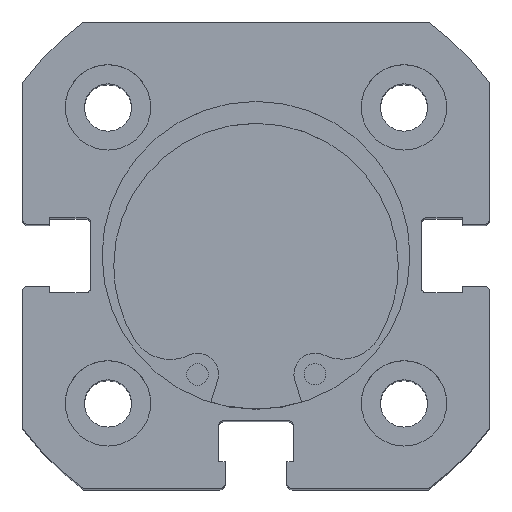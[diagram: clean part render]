
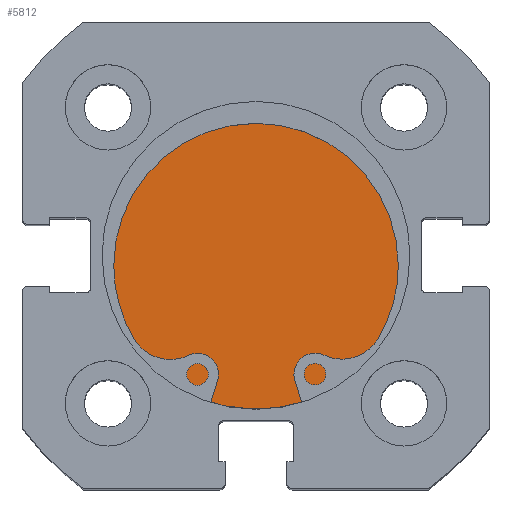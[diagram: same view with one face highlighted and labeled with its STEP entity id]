
A CAD part, top view. The second image highlights one B-rep face of the part: STEP entity #5812.
In plain terms, the highlighted face is planar.
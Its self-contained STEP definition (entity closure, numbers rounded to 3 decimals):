
#1128 = CARTESIAN_POINT ( 'NONE',  ( 6., 13.5, 0. ) ) ;
#1129 = PLANE ( 'NONE',  #1676 ) ;
#1131 = DIRECTION ( 'NONE',  ( -1., 0., 0. ) ) ;
#1132 = DIRECTION ( 'NONE',  ( 0., 0., 1. ) ) ;
#1297 = AXIS2_PLACEMENT_3D ( 'NONE', #2062, #2072, #2073 ) ;
#1334 = AXIS2_PLACEMENT_3D ( 'NONE', #2215, #2223, #2224 ) ;
#1676 = AXIS2_PLACEMENT_3D ( 'NONE', #1128, #1131, #1132 ) ;
#1789 = CIRCLE ( 'NONE', #1297, 13.5 ) ;
#2062 = CARTESIAN_POINT ( 'NONE',  ( 6., 0., 0. ) ) ;
#2072 = DIRECTION ( 'NONE',  ( -1., 0., 0. ) ) ;
#2073 = DIRECTION ( 'NONE',  ( 0., 0., 1. ) ) ;
#2215 = CARTESIAN_POINT ( 'NONE',  ( 6., 0., 0. ) ) ;
#2223 = DIRECTION ( 'NONE',  ( -1., 0., 0. ) ) ;
#2224 = DIRECTION ( 'NONE',  ( 0., 0., 1. ) ) ;
#2824 = CARTESIAN_POINT ( 'NONE',  ( 6., 0., 13.5 ) ) ;
#2826 = CARTESIAN_POINT ( 'NONE',  ( 6., 0., -13.5 ) ) ;
#3802 = FACE_OUTER_BOUND ( 'NONE', #4444, .T. ) ;
#3991 = EDGE_CURVE ( 'NONE', #4379, #4368, #1789, .T. ) ;
#4049 = EDGE_CURVE ( 'NONE', #4368, #4379, #5628, .T. ) ;
#4368 = VERTEX_POINT ( 'NONE', #2824 ) ;
#4379 = VERTEX_POINT ( 'NONE', #2826 ) ;
#4444 = EDGE_LOOP ( 'NONE', ( #5332, #5331 ) ) ;
#5331 = ORIENTED_EDGE ( 'NONE', *, *, #3991, .F. ) ;
#5332 = ORIENTED_EDGE ( 'NONE', *, *, #4049, .F. ) ;
#5628 = CIRCLE ( 'NONE', #1334, 13.5 ) ;
#5812 = ADVANCED_FACE ( 'NONE', ( #3802 ), #1129, .F. ) ;
